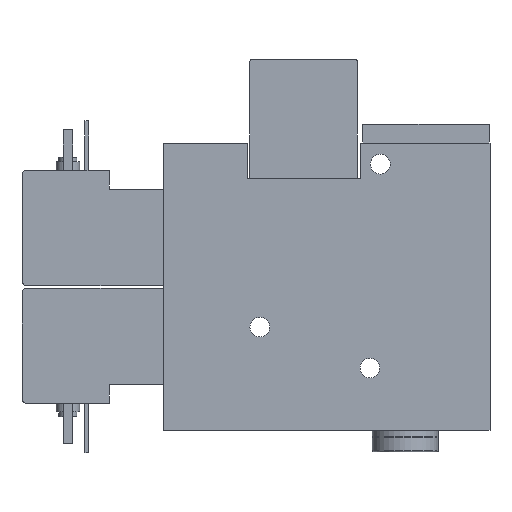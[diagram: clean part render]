
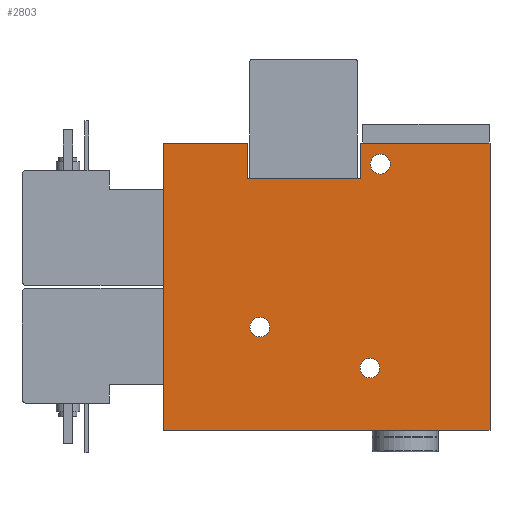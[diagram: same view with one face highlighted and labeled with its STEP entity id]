
A CAD part, left-side view. The second image highlights one B-rep face of the part: STEP entity #2803.
In plain terms, the highlighted face is planar.
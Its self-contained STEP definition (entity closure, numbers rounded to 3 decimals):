
#52=LINE('',#3765,#227);
#56=LINE('',#3774,#231);
#63=LINE('',#3788,#238);
#66=LINE('',#3794,#241);
#73=LINE('',#3808,#248);
#76=LINE('',#3824,#251);
#79=LINE('',#3836,#254);
#90=LINE('',#3858,#265);
#227=VECTOR('',#3168,1000.);
#231=VECTOR('',#3174,1000.);
#238=VECTOR('',#3183,1000.);
#241=VECTOR('',#3188,1000.);
#248=VECTOR('',#3197,1000.);
#251=VECTOR('',#3212,1000.);
#254=VECTOR('',#3223,1000.);
#265=VECTOR('',#3236,1000.);
#411=PLANE('',#2965);
#506=CIRCLE('',#2966,2.1);
#507=CIRCLE('',#2967,2.1);
#508=CIRCLE('',#2968,2.1);
#638=ORIENTED_EDGE('',*,*,#1131,.F.);
#639=ORIENTED_EDGE('',*,*,#1132,.F.);
#640=ORIENTED_EDGE('',*,*,#1133,.F.);
#641=ORIENTED_EDGE('',*,*,#1080,.F.);
#642=ORIENTED_EDGE('',*,*,#1126,.F.);
#643=ORIENTED_EDGE('',*,*,#1115,.F.);
#644=ORIENTED_EDGE('',*,*,#1109,.F.);
#645=ORIENTED_EDGE('',*,*,#1101,.F.);
#646=ORIENTED_EDGE('',*,*,#1094,.F.);
#647=ORIENTED_EDGE('',*,*,#1091,.F.);
#648=ORIENTED_EDGE('',*,*,#1084,.F.);
#1080=EDGE_CURVE('',#1334,#1335,#52,.T.);
#1084=EDGE_CURVE('',#1335,#1338,#56,.T.);
#1091=EDGE_CURVE('',#1338,#1344,#63,.T.);
#1094=EDGE_CURVE('',#1344,#1346,#66,.T.);
#1101=EDGE_CURVE('',#1346,#1352,#73,.T.);
#1109=EDGE_CURVE('',#1352,#1359,#76,.T.);
#1115=EDGE_CURVE('',#1359,#1364,#79,.T.);
#1126=EDGE_CURVE('',#1364,#1334,#90,.T.);
#1131=EDGE_CURVE('',#1377,#1377,#506,.T.);
#1132=EDGE_CURVE('',#1378,#1378,#507,.T.);
#1133=EDGE_CURVE('',#1379,#1379,#508,.T.);
#1334=VERTEX_POINT('',#3766);
#1335=VERTEX_POINT('',#3767);
#1338=VERTEX_POINT('',#3775);
#1344=VERTEX_POINT('',#3789);
#1346=VERTEX_POINT('',#3795);
#1352=VERTEX_POINT('',#3809);
#1359=VERTEX_POINT('',#3825);
#1364=VERTEX_POINT('',#3837);
#1377=VERTEX_POINT('',#3869);
#1378=VERTEX_POINT('',#3871);
#1379=VERTEX_POINT('',#3873);
#1548=EDGE_LOOP('',(#638));
#1549=EDGE_LOOP('',(#639));
#1550=EDGE_LOOP('',(#640));
#1551=EDGE_LOOP('',(#641,#642,#643,#644,#645,#646,#647,#648));
#1758=FACE_BOUND('',#1548,.T.);
#1759=FACE_BOUND('',#1549,.T.);
#1760=FACE_BOUND('',#1550,.T.);
#1761=FACE_BOUND('',#1551,.T.);
#2803=ADVANCED_FACE('',(#1758,#1759,#1760,#1761),#411,.F.);
#2965=AXIS2_PLACEMENT_3D('',#3867,#3246,#3247);
#2966=AXIS2_PLACEMENT_3D('',#3868,#3248,#3249);
#2967=AXIS2_PLACEMENT_3D('',#3870,#3250,#3251);
#2968=AXIS2_PLACEMENT_3D('',#3872,#3252,#3253);
#3168=DIRECTION('',(0.,-1.,0.));
#3174=DIRECTION('',(1.,0.,0.));
#3183=DIRECTION('',(0.,-1.,0.));
#3188=DIRECTION('',(-1.,0.,0.));
#3197=DIRECTION('',(0.,-1.,0.));
#3212=DIRECTION('',(1.,0.,0.));
#3223=DIRECTION('',(0.,1.,0.));
#3236=DIRECTION('',(-1.,0.,0.));
#3246=DIRECTION('',(0.,0.,1.));
#3247=DIRECTION('',(1.,0.,0.));
#3248=DIRECTION('',(0.,0.,-1.));
#3249=DIRECTION('',(-1.,0.,0.));
#3250=DIRECTION('',(0.,0.,-1.));
#3251=DIRECTION('',(-1.,0.,0.));
#3252=DIRECTION('',(0.,0.,-1.));
#3253=DIRECTION('',(-1.,0.,0.));
#3765=CARTESIAN_POINT('',(-61.,69.4,-9.));
#3766=CARTESIAN_POINT('',(-61.,69.4,-9.));
#3767=CARTESIAN_POINT('',(-61.,51.407,-9.));
#3774=CARTESIAN_POINT('',(-61.,51.407,-9.));
#3775=CARTESIAN_POINT('',(-53.509,51.407,-9.));
#3788=CARTESIAN_POINT('',(-53.509,51.407,-9.));
#3789=CARTESIAN_POINT('',(-53.509,27.4,-9.));
#3794=CARTESIAN_POINT('',(-53.509,27.4,-9.));
#3795=CARTESIAN_POINT('',(-61.,27.4,-9.));
#3808=CARTESIAN_POINT('',(-61.,27.4,-9.));
#3809=CARTESIAN_POINT('',(-61.,0.,-9.));
#3824=CARTESIAN_POINT('',(-61.,0.,-9.));
#3825=CARTESIAN_POINT('',(0.,0.,-9.));
#3836=CARTESIAN_POINT('',(0.,0.,-9.));
#3837=CARTESIAN_POINT('',(0.,69.4,-9.));
#3858=CARTESIAN_POINT('',(0.,69.4,-9.));
#3867=CARTESIAN_POINT('',(0.,0.,-9.));
#3868=CARTESIAN_POINT('',(-56.5,23.3,-9.));
#3869=CARTESIAN_POINT('',(-58.6,23.3,-9.));
#3870=CARTESIAN_POINT('',(-21.9,48.9,-9.));
#3871=CARTESIAN_POINT('',(-24.,48.9,-9.));
#3872=CARTESIAN_POINT('',(-13.2,25.5,-9.));
#3873=CARTESIAN_POINT('',(-15.3,25.5,-9.));
